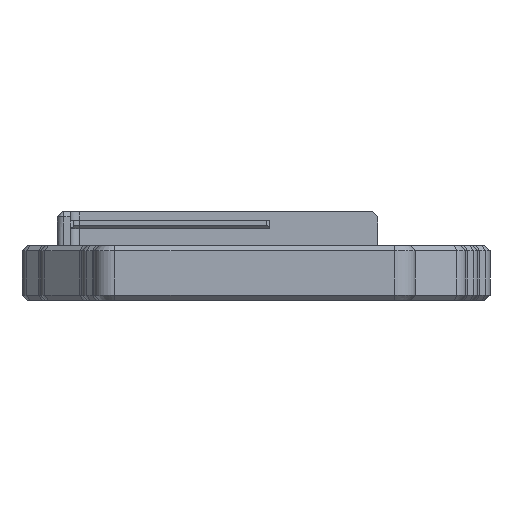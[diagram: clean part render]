
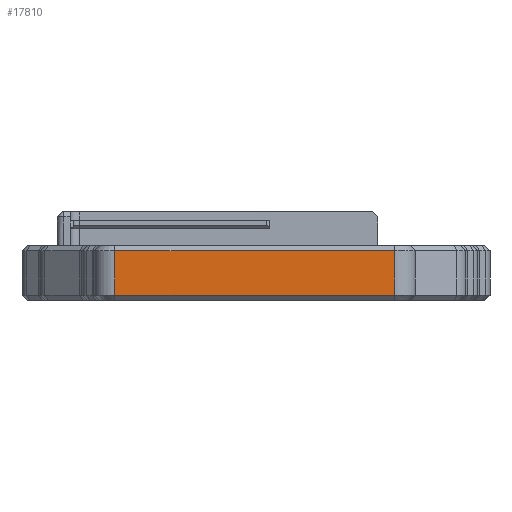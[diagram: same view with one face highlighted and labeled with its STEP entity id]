
A CAD part, left-side view. The second image highlights one B-rep face of the part: STEP entity #17810.
In plain terms, the highlighted planar face has unit normal (-1, 0, 0).
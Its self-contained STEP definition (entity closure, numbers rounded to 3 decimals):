
#1554=FACE_OUTER_BOUND('',#2553,.T.);
#2553=EDGE_LOOP('',(#12082,#12083,#12084,#12085));
#3698=LINE('',#26475,#5556);
#3751=LINE('',#26631,#5609);
#3752=LINE('',#26635,#5610);
#3753=LINE('',#26636,#5611);
#5556=VECTOR('',#20867,10.);
#5609=VECTOR('',#21028,10.);
#5610=VECTOR('',#21033,10.);
#5611=VECTOR('',#21034,10.);
#7422=VERTEX_POINT('',#26468);
#7424=VERTEX_POINT('',#26474);
#7473=VERTEX_POINT('',#26630);
#7474=VERTEX_POINT('',#26634);
#9196=EDGE_CURVE('',#7422,#7424,#3698,.T.);
#9275=EDGE_CURVE('',#7424,#7473,#3751,.T.);
#9277=EDGE_CURVE('',#7422,#7474,#3752,.T.);
#9278=EDGE_CURVE('',#7473,#7474,#3753,.T.);
#12082=ORIENTED_EDGE('',*,*,#9196,.F.);
#12083=ORIENTED_EDGE('',*,*,#9277,.T.);
#12084=ORIENTED_EDGE('',*,*,#9278,.F.);
#12085=ORIENTED_EDGE('',*,*,#9275,.F.);
#17268=PLANE('',#18890);
#17810=ADVANCED_FACE('',(#1554),#17268,.T.);
#18890=AXIS2_PLACEMENT_3D('',#26633,#21031,#21032);
#20867=DIRECTION('',(0.,1.,0.));
#21028=DIRECTION('',(0.,0.,1.));
#21031=DIRECTION('center_axis',(-1.,0.,0.));
#21032=DIRECTION('ref_axis',(0.,-1.,0.));
#21033=DIRECTION('',(0.,0.,1.));
#21034=DIRECTION('',(0.,-1.,0.));
#26468=CARTESIAN_POINT('',(-142.3,16.093,1.));
#26474=CARTESIAN_POINT('',(-142.3,69.693,1.));
#26475=CARTESIAN_POINT('',(-142.3,56.168,1.));
#26630=CARTESIAN_POINT('',(-142.3,69.693,9.5));
#26631=CARTESIAN_POINT('',(-142.3,69.693,0.));
#26633=CARTESIAN_POINT('Origin',(-142.3,69.693,0.));
#26634=CARTESIAN_POINT('',(-142.3,16.093,9.5));
#26635=CARTESIAN_POINT('',(-142.3,16.093,0.));
#26636=CARTESIAN_POINT('',(-142.3,56.168,9.5));
